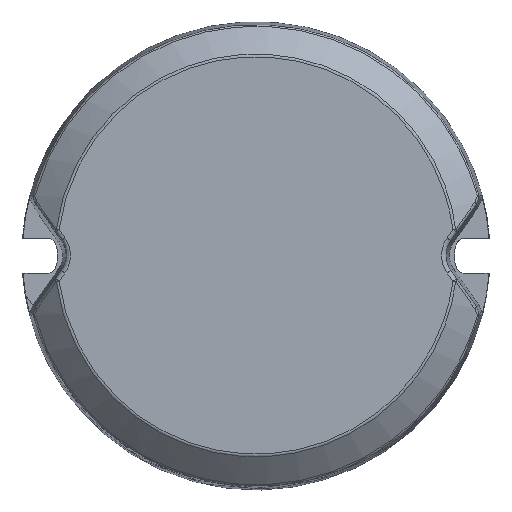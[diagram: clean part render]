
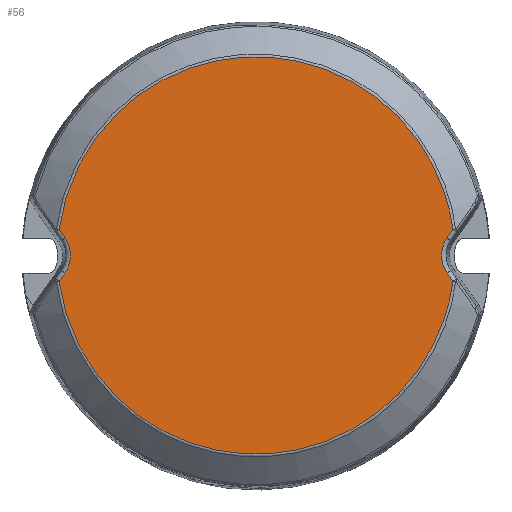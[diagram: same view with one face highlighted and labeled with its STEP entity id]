
A CAD part, top view. The second image highlights one B-rep face of the part: STEP entity #56.
In plain terms, the highlighted planar face has unit normal (0, 0, 1).
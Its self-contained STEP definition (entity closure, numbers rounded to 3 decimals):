
#56=ADVANCED_FACE('',(#134),#1192,.T.);
#134=FACE_OUTER_BOUND('',#212,.T.);
#212=EDGE_LOOP('',(#412,#413,#414,#415,#416,#417,#418,#419));
#412=ORIENTED_EDGE('',*,*,#716,.T.);
#413=ORIENTED_EDGE('',*,*,#721,.T.);
#414=ORIENTED_EDGE('',*,*,#712,.T.);
#415=ORIENTED_EDGE('',*,*,#713,.T.);
#416=ORIENTED_EDGE('',*,*,#714,.T.);
#417=ORIENTED_EDGE('',*,*,#791,.T.);
#418=ORIENTED_EDGE('',*,*,#715,.T.);
#419=ORIENTED_EDGE('',*,*,#711,.F.);
#711=EDGE_CURVE('',#1070,#1069,#970,.T.);
#712=EDGE_CURVE('',#1072,#1073,#865,.T.);
#713=EDGE_CURVE('',#1073,#1074,#971,.T.);
#714=EDGE_CURVE('',#1074,#1075,#866,.T.);
#715=EDGE_CURVE('',#1076,#1069,#867,.T.);
#716=EDGE_CURVE('',#1070,#1071,#868,.T.);
#721=EDGE_CURVE('',#1071,#1072,#976,.T.);
#791=EDGE_CURVE('',#1075,#1076,#999,.T.);
#865=B_SPLINE_CURVE_WITH_KNOTS('',1,(#2623,#2624),.UNSPECIFIED.,.F.,.F.,
(2,2),(0.,1.188),.UNSPECIFIED.);
#866=B_SPLINE_CURVE_WITH_KNOTS('',1,(#2630,#2631),.UNSPECIFIED.,.F.,.F.,
(2,2),(-1.188,0.),.UNSPECIFIED.);
#867=B_SPLINE_CURVE_WITH_KNOTS('',1,(#2632,#2633),.UNSPECIFIED.,.F.,.F.,
(2,2),(-1.188,0.),.UNSPECIFIED.);
#868=B_SPLINE_CURVE_WITH_KNOTS('',1,(#2634,#2635),.UNSPECIFIED.,.F.,.F.,
(2,2),(-1.188,0.),.UNSPECIFIED.);
#970=(
BOUNDED_CURVE()
B_SPLINE_CURVE(2,(#2618,#2619,#2620,#2621,#2622),.UNSPECIFIED.,.F.,.F.)
B_SPLINE_CURVE_WITH_KNOTS((3,2,3),(-81.166,-40.583,0.),
 .UNSPECIFIED.)
CURVE()
GEOMETRIC_REPRESENTATION_ITEM()
RATIONAL_B_SPLINE_CURVE((1.,0.752,1.,0.752,1.))
REPRESENTATION_ITEM('')
);
#971=(
BOUNDED_CURVE()
B_SPLINE_CURVE(2,(#2625,#2626,#2627,#2628,#2629),.UNSPECIFIED.,.F.,.F.)
B_SPLINE_CURVE_WITH_KNOTS((3,2,3),(0.,40.583,81.166),
 .UNSPECIFIED.)
CURVE()
GEOMETRIC_REPRESENTATION_ITEM()
RATIONAL_B_SPLINE_CURVE((1.,0.752,1.,0.752,1.))
REPRESENTATION_ITEM('')
);
#976=(
BOUNDED_CURVE()
B_SPLINE_CURVE(2,(#2648,#2649,#2650),.UNSPECIFIED.,.F.,.F.)
B_SPLINE_CURVE_WITH_KNOTS((3,3),(-4.977,0.),.UNSPECIFIED.)
CURVE()
GEOMETRIC_REPRESENTATION_ITEM()
RATIONAL_B_SPLINE_CURVE((1.,0.819,1.))
REPRESENTATION_ITEM('')
);
#999=(
BOUNDED_CURVE()
B_SPLINE_CURVE(2,(#2913,#2914,#2915),.UNSPECIFIED.,.F.,.F.)
B_SPLINE_CURVE_WITH_KNOTS((3,3),(-4.977,0.),.UNSPECIFIED.)
CURVE()
GEOMETRIC_REPRESENTATION_ITEM()
RATIONAL_B_SPLINE_CURVE((1.,0.819,1.))
REPRESENTATION_ITEM('')
);
#1069=VERTEX_POINT('',#2290);
#1070=VERTEX_POINT('',#2291);
#1071=VERTEX_POINT('',#2292);
#1072=VERTEX_POINT('',#2293);
#1073=VERTEX_POINT('',#2294);
#1074=VERTEX_POINT('',#2295);
#1075=VERTEX_POINT('',#2296);
#1076=VERTEX_POINT('',#2297);
#1192=PLANE('',#1231);
#1231=AXIS2_PLACEMENT_3D('',#1607,#1254,$);
#1254=DIRECTION('',(0.,0.,1.));
#1607=CARTESIAN_POINT('',(-22.933,-10.129,13.001));
#2290=CARTESIAN_POINT('',(22.933,16.013,13.001));
#2291=CARTESIAN_POINT('',(-22.933,16.013,13.001));
#2292=CARTESIAN_POINT('',(-22.252,15.04,13.001));
#2293=CARTESIAN_POINT('',(-22.252,10.963,13.001));
#2294=CARTESIAN_POINT('',(-22.933,9.99,13.001));
#2295=CARTESIAN_POINT('',(22.933,9.99,13.001));
#2296=CARTESIAN_POINT('',(22.252,10.963,13.001));
#2297=CARTESIAN_POINT('',(22.252,15.04,13.001));
#2618=CARTESIAN_POINT('',(-22.933,16.013,13.001));
#2619=CARTESIAN_POINT('',(-20.291,36.131,13.001));
#2620=CARTESIAN_POINT('',(0.,36.131,13.001));
#2621=CARTESIAN_POINT('',(20.291,36.131,13.001));
#2622=CARTESIAN_POINT('',(22.933,16.013,13.001));
#2623=CARTESIAN_POINT('',(-22.252,10.963,13.001));
#2624=CARTESIAN_POINT('',(-22.933,9.99,13.001));
#2625=CARTESIAN_POINT('',(-22.933,9.99,13.001));
#2626=CARTESIAN_POINT('',(-20.291,-10.129,13.001));
#2627=CARTESIAN_POINT('',(0.,-10.129,13.001));
#2628=CARTESIAN_POINT('',(20.291,-10.129,13.001));
#2629=CARTESIAN_POINT('',(22.933,9.99,13.001));
#2630=CARTESIAN_POINT('',(22.933,9.99,13.001));
#2631=CARTESIAN_POINT('',(22.252,10.963,13.001));
#2632=CARTESIAN_POINT('',(22.252,15.04,13.001));
#2633=CARTESIAN_POINT('',(22.933,16.013,13.001));
#2634=CARTESIAN_POINT('',(-22.933,16.013,13.001));
#2635=CARTESIAN_POINT('',(-22.252,15.04,13.001));
#2648=CARTESIAN_POINT('',(-22.252,15.04,13.001));
#2649=CARTESIAN_POINT('',(-20.825,13.001,13.001));
#2650=CARTESIAN_POINT('',(-22.252,10.963,13.001));
#2913=CARTESIAN_POINT('',(22.252,10.963,13.001));
#2914=CARTESIAN_POINT('',(20.825,13.001,13.001));
#2915=CARTESIAN_POINT('',(22.252,15.04,13.001));
